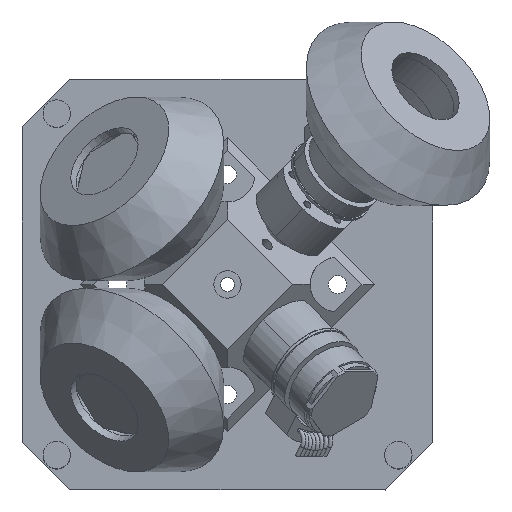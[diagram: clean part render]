
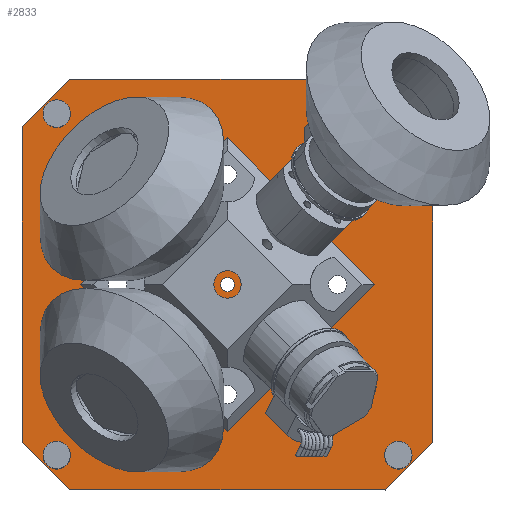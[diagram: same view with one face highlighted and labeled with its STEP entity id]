
A CAD part, top view. The second image highlights one B-rep face of the part: STEP entity #2833.
In plain terms, the highlighted planar face has unit normal (0, 0, 1).
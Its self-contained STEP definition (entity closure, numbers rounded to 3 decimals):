
#2235=CARTESIAN_POINT('',(-36.5,47.5,-0.001));
#2236=VERTEX_POINT('',#2235);
#2243=CARTESIAN_POINT('',(36.5,47.5,-0.004));
#2244=VERTEX_POINT('',#2243);
#2245=CARTESIAN_POINT('',(-36.5,47.5,-0.001));
#2246=DIRECTION('',(1.,0.,0.));
#2247=VECTOR('',#2246,73.);
#2248=LINE('',#2245,#2247);
#2249=EDGE_CURVE('',#2236,#2244,#2248,.T.);
#2275=CARTESIAN_POINT('',(47.5,36.5,-0.004));
#2276=VERTEX_POINT('',#2275);
#2283=CARTESIAN_POINT('',(47.5,-36.5,-0.001));
#2284=VERTEX_POINT('',#2283);
#2285=CARTESIAN_POINT('',(47.5,36.5,-0.004));
#2286=DIRECTION('',(0.,-1.,0.));
#2287=VECTOR('',#2286,73.);
#2288=LINE('',#2285,#2287);
#2289=EDGE_CURVE('',#2276,#2284,#2288,.T.);
#2305=CARTESIAN_POINT('',(36.5,-47.5,0.));
#2306=VERTEX_POINT('',#2305);
#2307=CARTESIAN_POINT('',(-36.5,-47.5,0.004));
#2308=VERTEX_POINT('',#2307);
#2309=CARTESIAN_POINT('',(36.5,-47.5,0.));
#2310=DIRECTION('',(-1.,0.,0.));
#2311=VECTOR('',#2310,73.);
#2312=LINE('',#2309,#2311);
#2313=EDGE_CURVE('',#2306,#2308,#2312,.T.);
#2345=CARTESIAN_POINT('',(39.5,-37.722,0.));
#2346=VERTEX_POINT('',#2345);
#2355=CARTESIAN_POINT('',(38.243,-40.757,0.));
#2356=VERTEX_POINT('',#2355);
#2357=CARTESIAN_POINT('',(39.5,-39.5,0.));
#2358=DIRECTION('',(0.,0.,-1.));
#2359=DIRECTION('',(-0.707,-0.707,0.));
#2360=AXIS2_PLACEMENT_3D('',#2357,#2358,#2359);
#2361=CIRCLE('',#2360,1.778);
#2362=EDGE_CURVE('',#2356,#2346,#2361,.T.);
#2364=CARTESIAN_POINT('',(39.5,-39.5,0.));
#2365=DIRECTION('',(0.,0.,-1.));
#2366=DIRECTION('',(-0.707,-0.707,0.));
#2367=AXIS2_PLACEMENT_3D('',#2364,#2365,#2366);
#2368=CIRCLE('',#2367,1.778);
#2369=EDGE_CURVE('',#2346,#2356,#2368,.T.);
#2396=CARTESIAN_POINT('',(-39.5,-37.722,0.004));
#2397=VERTEX_POINT('',#2396);
#2406=CARTESIAN_POINT('',(-40.757,-40.757,0.004));
#2407=VERTEX_POINT('',#2406);
#2408=CARTESIAN_POINT('',(-39.5,-39.5,0.004));
#2409=DIRECTION('',(0.,0.,-1.));
#2410=DIRECTION('',(-0.707,-0.707,0.));
#2411=AXIS2_PLACEMENT_3D('',#2408,#2409,#2410);
#2412=CIRCLE('',#2411,1.778);
#2413=EDGE_CURVE('',#2407,#2397,#2412,.T.);
#2415=CARTESIAN_POINT('',(-39.5,-39.5,0.004));
#2416=DIRECTION('',(0.,0.,-1.));
#2417=DIRECTION('',(-0.707,-0.707,0.));
#2418=AXIS2_PLACEMENT_3D('',#2415,#2416,#2417);
#2419=CIRCLE('',#2418,1.778);
#2420=EDGE_CURVE('',#2397,#2407,#2419,.T.);
#2447=CARTESIAN_POINT('',(-39.5,41.278,0.));
#2448=VERTEX_POINT('',#2447);
#2457=CARTESIAN_POINT('',(-40.757,38.243,0.));
#2458=VERTEX_POINT('',#2457);
#2459=CARTESIAN_POINT('',(-39.5,39.5,0.));
#2460=DIRECTION('',(0.,0.,-1.));
#2461=DIRECTION('',(-0.707,-0.707,0.));
#2462=AXIS2_PLACEMENT_3D('',#2459,#2460,#2461);
#2463=CIRCLE('',#2462,1.778);
#2464=EDGE_CURVE('',#2458,#2448,#2463,.T.);
#2466=CARTESIAN_POINT('',(-39.5,39.5,0.));
#2467=DIRECTION('',(0.,0.,-1.));
#2468=DIRECTION('',(-0.707,-0.707,0.));
#2469=AXIS2_PLACEMENT_3D('',#2466,#2467,#2468);
#2470=CIRCLE('',#2469,1.778);
#2471=EDGE_CURVE('',#2448,#2458,#2470,.T.);
#2498=CARTESIAN_POINT('',(39.5,41.278,-0.004));
#2499=VERTEX_POINT('',#2498);
#2508=CARTESIAN_POINT('',(38.243,38.243,-0.004));
#2509=VERTEX_POINT('',#2508);
#2510=CARTESIAN_POINT('',(39.5,39.5,-0.004));
#2511=DIRECTION('',(0.,0.,-1.));
#2512=DIRECTION('',(-0.707,-0.707,0.));
#2513=AXIS2_PLACEMENT_3D('',#2510,#2511,#2512);
#2514=CIRCLE('',#2513,1.778);
#2515=EDGE_CURVE('',#2509,#2499,#2514,.T.);
#2517=CARTESIAN_POINT('',(39.5,39.5,-0.004));
#2518=DIRECTION('',(0.,0.,-1.));
#2519=DIRECTION('',(-0.707,-0.707,0.));
#2520=AXIS2_PLACEMENT_3D('',#2517,#2518,#2519);
#2521=CIRCLE('',#2520,1.778);
#2522=EDGE_CURVE('',#2499,#2509,#2521,.T.);
#2559=CARTESIAN_POINT('',(-47.5,-36.5,0.004));
#2560=VERTEX_POINT('',#2559);
#2567=CARTESIAN_POINT('',(-47.5,36.5,0.));
#2568=VERTEX_POINT('',#2567);
#2569=CARTESIAN_POINT('',(-47.5,-36.5,0.004));
#2570=DIRECTION('',(0.,1.,0.));
#2571=VECTOR('',#2570,73.);
#2572=LINE('',#2569,#2571);
#2573=EDGE_CURVE('',#2560,#2568,#2572,.T.);
#2691=CARTESIAN_POINT('',(0.,0.,0.));
#2692=DIRECTION('',(0.,0.,-1.));
#2693=DIRECTION('',(0.,-1.,0.));
#2694=AXIS2_PLACEMENT_3D('',#2691,#2692,#2693);
#2695=PLANE('',#2694);
#2696=CARTESIAN_POINT('',(-1.149,-1.149,0.));
#2697=VERTEX_POINT('',#2696);
#2698=CARTESIAN_POINT('',(0.,0.,0.));
#2699=DIRECTION('',(0.,0.,-1.));
#2700=DIRECTION('',(-0.707,-0.707,0.));
#2701=AXIS2_PLACEMENT_3D('',#2698,#2699,#2700);
#2702=CIRCLE('',#2701,1.626);
#2703=EDGE_CURVE('',#2697,#2697,#2702,.T.);
#2704=ORIENTED_EDGE('',*,*,#2703,.T.);
#2705=EDGE_LOOP('',(#2704));
#2706=FACE_BOUND('',#2705,.T.);
#2707=CARTESIAN_POINT('',(-23.965,1.491,0.001));
#2708=VERTEX_POINT('',#2707);
#2709=CARTESIAN_POINT('',(-26.946,-1.491,0.001));
#2710=VERTEX_POINT('',#2709);
#2711=CARTESIAN_POINT('',(-25.456,0.,0.001));
#2712=DIRECTION('',(0.,0.,1.));
#2713=DIRECTION('',(-0.707,-0.707,0.));
#2714=AXIS2_PLACEMENT_3D('',#2711,#2712,#2713);
#2715=CIRCLE('',#2714,2.108);
#2716=EDGE_CURVE('',#2708,#2710,#2715,.T.);
#2717=ORIENTED_EDGE('',*,*,#2716,.F.);
#2718=CARTESIAN_POINT('',(-25.456,0.,0.001));
#2719=DIRECTION('',(0.,0.,1.));
#2720=DIRECTION('',(-0.707,-0.707,0.));
#2721=AXIS2_PLACEMENT_3D('',#2718,#2719,#2720);
#2722=CIRCLE('',#2721,2.108);
#2723=EDGE_CURVE('',#2710,#2708,#2722,.T.);
#2724=ORIENTED_EDGE('',*,*,#2723,.F.);
#2725=EDGE_LOOP('',(#2717,#2724));
#2726=FACE_BOUND('',#2725,.T.);
#2727=CARTESIAN_POINT('',(1.491,-23.965,0.001));
#2728=VERTEX_POINT('',#2727);
#2729=CARTESIAN_POINT('',(-1.491,-26.946,0.001));
#2730=VERTEX_POINT('',#2729);
#2731=CARTESIAN_POINT('',(0.,-25.456,0.001));
#2732=DIRECTION('',(0.,0.,1.));
#2733=DIRECTION('',(-0.707,-0.707,0.));
#2734=AXIS2_PLACEMENT_3D('',#2731,#2732,#2733);
#2735=CIRCLE('',#2734,2.108);
#2736=EDGE_CURVE('',#2728,#2730,#2735,.T.);
#2737=ORIENTED_EDGE('',*,*,#2736,.F.);
#2738=CARTESIAN_POINT('',(0.,-25.456,0.001));
#2739=DIRECTION('',(0.,0.,1.));
#2740=DIRECTION('',(-0.707,-0.707,0.));
#2741=AXIS2_PLACEMENT_3D('',#2738,#2739,#2740);
#2742=CIRCLE('',#2741,2.108);
#2743=EDGE_CURVE('',#2730,#2728,#2742,.T.);
#2744=ORIENTED_EDGE('',*,*,#2743,.F.);
#2745=EDGE_LOOP('',(#2737,#2744));
#2746=FACE_BOUND('',#2745,.T.);
#2747=CARTESIAN_POINT('',(1.491,26.947,-0.002));
#2748=VERTEX_POINT('',#2747);
#2749=CARTESIAN_POINT('',(-1.491,23.965,-0.001));
#2750=VERTEX_POINT('',#2749);
#2751=CARTESIAN_POINT('',(0.,25.456,-0.002));
#2752=DIRECTION('',(0.,0.,1.));
#2753=DIRECTION('',(-0.707,-0.707,0.));
#2754=AXIS2_PLACEMENT_3D('',#2751,#2752,#2753);
#2755=CIRCLE('',#2754,2.108);
#2756=EDGE_CURVE('',#2748,#2750,#2755,.T.);
#2757=ORIENTED_EDGE('',*,*,#2756,.F.);
#2758=CARTESIAN_POINT('',(0.,25.456,-0.002));
#2759=DIRECTION('',(0.,0.,1.));
#2760=DIRECTION('',(-0.707,-0.707,0.));
#2761=AXIS2_PLACEMENT_3D('',#2758,#2759,#2760);
#2762=CIRCLE('',#2761,2.108);
#2763=EDGE_CURVE('',#2750,#2748,#2762,.T.);
#2764=ORIENTED_EDGE('',*,*,#2763,.F.);
#2765=EDGE_LOOP('',(#2757,#2764));
#2766=FACE_BOUND('',#2765,.T.);
#2767=CARTESIAN_POINT('',(26.947,1.491,-0.002));
#2768=VERTEX_POINT('',#2767);
#2769=CARTESIAN_POINT('',(23.965,-1.491,-0.001));
#2770=VERTEX_POINT('',#2769);
#2771=CARTESIAN_POINT('',(25.456,0.,-0.002));
#2772=DIRECTION('',(0.,0.,1.));
#2773=DIRECTION('',(-0.707,-0.707,0.));
#2774=AXIS2_PLACEMENT_3D('',#2771,#2772,#2773);
#2775=CIRCLE('',#2774,2.108);
#2776=EDGE_CURVE('',#2768,#2770,#2775,.T.);
#2777=ORIENTED_EDGE('',*,*,#2776,.F.);
#2778=CARTESIAN_POINT('',(25.456,0.,-0.002));
#2779=DIRECTION('',(0.,0.,1.));
#2780=DIRECTION('',(-0.707,-0.707,0.));
#2781=AXIS2_PLACEMENT_3D('',#2778,#2779,#2780);
#2782=CIRCLE('',#2781,2.108);
#2783=EDGE_CURVE('',#2770,#2768,#2782,.T.);
#2784=ORIENTED_EDGE('',*,*,#2783,.F.);
#2785=EDGE_LOOP('',(#2777,#2784));
#2786=FACE_BOUND('',#2785,.T.);
#2787=ORIENTED_EDGE('',*,*,#2515,.T.);
#2788=ORIENTED_EDGE('',*,*,#2522,.T.);
#2789=EDGE_LOOP('',(#2787,#2788));
#2790=FACE_BOUND('',#2789,.T.);
#2791=ORIENTED_EDGE('',*,*,#2464,.T.);
#2792=ORIENTED_EDGE('',*,*,#2471,.T.);
#2793=EDGE_LOOP('',(#2791,#2792));
#2794=FACE_BOUND('',#2793,.T.);
#2795=ORIENTED_EDGE('',*,*,#2413,.T.);
#2796=ORIENTED_EDGE('',*,*,#2420,.T.);
#2797=EDGE_LOOP('',(#2795,#2796));
#2798=FACE_BOUND('',#2797,.T.);
#2799=ORIENTED_EDGE('',*,*,#2362,.T.);
#2800=ORIENTED_EDGE('',*,*,#2369,.T.);
#2801=EDGE_LOOP('',(#2799,#2800));
#2802=FACE_BOUND('',#2801,.T.);
#2803=ORIENTED_EDGE('',*,*,#2573,.F.);
#2804=CARTESIAN_POINT('',(-47.5,-36.5,0.004));
#2805=DIRECTION('',(0.707,-0.707,0.));
#2806=VECTOR('',#2805,15.556);
#2807=LINE('',#2804,#2806);
#2808=EDGE_CURVE('',#2560,#2308,#2807,.T.);
#2809=ORIENTED_EDGE('',*,*,#2808,.T.);
#2810=ORIENTED_EDGE('',*,*,#2313,.F.);
#2811=CARTESIAN_POINT('',(36.5,-47.5,0.));
#2812=DIRECTION('',(0.707,0.707,0.));
#2813=VECTOR('',#2812,15.556);
#2814=LINE('',#2811,#2813);
#2815=EDGE_CURVE('',#2306,#2284,#2814,.T.);
#2816=ORIENTED_EDGE('',*,*,#2815,.T.);
#2817=ORIENTED_EDGE('',*,*,#2289,.F.);
#2818=CARTESIAN_POINT('',(47.5,36.5,-0.004));
#2819=DIRECTION('',(-0.707,0.707,-0.));
#2820=VECTOR('',#2819,15.556);
#2821=LINE('',#2818,#2820);
#2822=EDGE_CURVE('',#2276,#2244,#2821,.T.);
#2823=ORIENTED_EDGE('',*,*,#2822,.T.);
#2824=ORIENTED_EDGE('',*,*,#2249,.F.);
#2825=CARTESIAN_POINT('',(-36.5,47.5,-0.001));
#2826=DIRECTION('',(-0.707,-0.707,0.));
#2827=VECTOR('',#2826,15.556);
#2828=LINE('',#2825,#2827);
#2829=EDGE_CURVE('',#2236,#2568,#2828,.T.);
#2830=ORIENTED_EDGE('',*,*,#2829,.T.);
#2831=EDGE_LOOP('',(#2803,#2809,#2810,#2816,#2817,#2823,#2824,#2830));
#2832=FACE_BOUND('',#2831,.T.);
#2833=ADVANCED_FACE('',(#2706,#2726,#2746,#2766,#2786,#2790,#2794,#2798,#2802,#2832),#2695,.F.);
